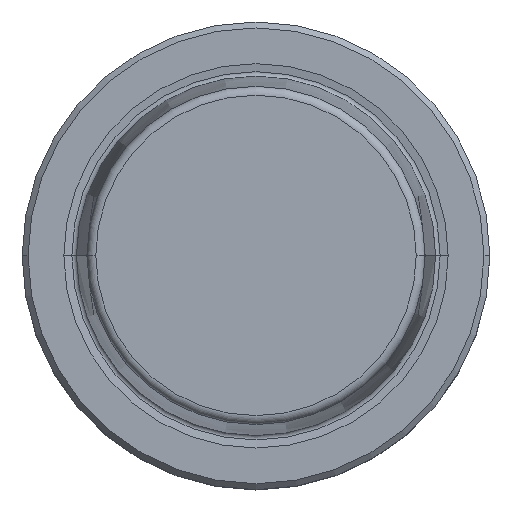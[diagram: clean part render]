
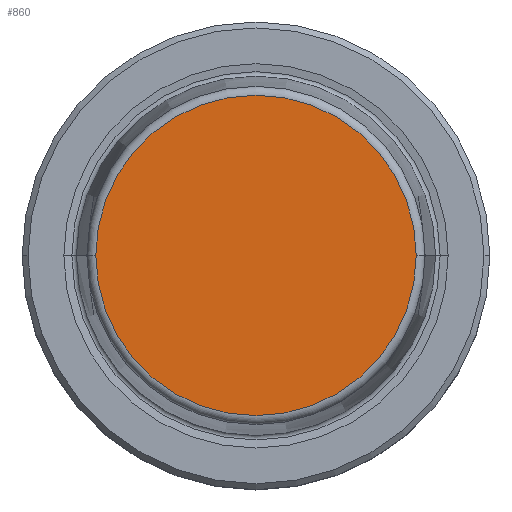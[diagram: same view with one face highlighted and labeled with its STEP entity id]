
A CAD part, top view. The second image highlights one B-rep face of the part: STEP entity #860.
In plain terms, the highlighted planar face has unit normal (0, 0, 1).
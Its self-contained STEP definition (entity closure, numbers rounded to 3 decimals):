
#56 = ORIENTED_EDGE ( 'NONE', *, *, #1138, .T. ) ;
#94 = FACE_OUTER_BOUND ( 'NONE', #702, .T. ) ;
#188 = DIRECTION ( 'NONE',  ( 1., 0., 0. ) ) ;
#200 = EDGE_CURVE ( 'NONE', #1450, #640, #1268, .T. ) ;
#212 = AXIS2_PLACEMENT_3D ( 'NONE', #920, #219, #1038 ) ;
#219 = DIRECTION ( 'NONE',  ( 0., 0., -1. ) ) ;
#525 = CARTESIAN_POINT ( 'NONE',  ( 0., 0., 31.9 ) ) ;
#536 = CIRCLE ( 'NONE', #1230, 21.581 ) ;
#558 = AXIS2_PLACEMENT_3D ( 'NONE', #1008, #1005, #188 ) ;
#640 = VERTEX_POINT ( 'NONE', #1293 ) ;
#644 = DIRECTION ( 'NONE',  ( 1., 0., 0. ) ) ;
#702 = EDGE_LOOP ( 'NONE', ( #1304, #56 ) ) ;
#806 = PLANE ( 'NONE',  #212 ) ;
#860 = ADVANCED_FACE ( 'NONE', ( #94 ), #806, .F. ) ;
#920 = CARTESIAN_POINT ( 'NONE',  ( 0., 0., 31.9 ) ) ;
#1005 = DIRECTION ( 'NONE',  ( 0., 0., 1. ) ) ;
#1008 = CARTESIAN_POINT ( 'NONE',  ( 0., 0., 31.9 ) ) ;
#1038 = DIRECTION ( 'NONE',  ( -1., 0., 0. ) ) ;
#1138 = EDGE_CURVE ( 'NONE', #640, #1450, #536, .T. ) ;
#1167 = CARTESIAN_POINT ( 'NONE',  ( 21.581, 0., 31.9 ) ) ;
#1230 = AXIS2_PLACEMENT_3D ( 'NONE', #525, #1334, #644 ) ;
#1268 = CIRCLE ( 'NONE', #558, 21.581 ) ;
#1293 = CARTESIAN_POINT ( 'NONE',  ( -21.581, 0., 31.9 ) ) ;
#1304 = ORIENTED_EDGE ( 'NONE', *, *, #200, .T. ) ;
#1334 = DIRECTION ( 'NONE',  ( 0., 0., 1. ) ) ;
#1450 = VERTEX_POINT ( 'NONE', #1167 ) ;
